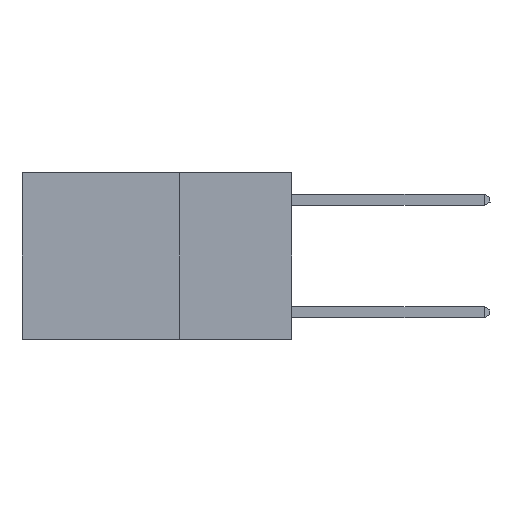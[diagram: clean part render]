
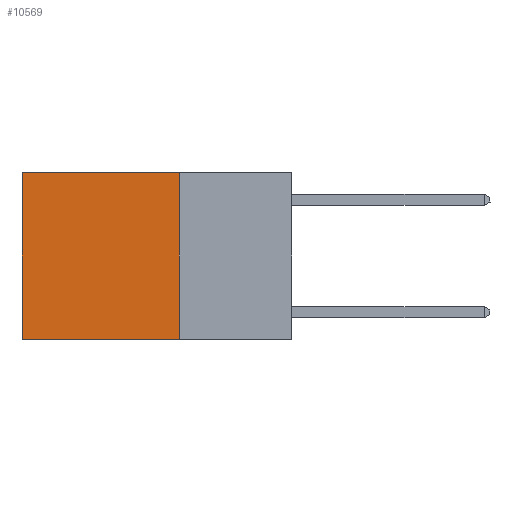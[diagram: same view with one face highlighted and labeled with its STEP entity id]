
A CAD part, left-side view. The second image highlights one B-rep face of the part: STEP entity #10569.
In plain terms, the highlighted planar face has unit normal (-1, 0, 0).
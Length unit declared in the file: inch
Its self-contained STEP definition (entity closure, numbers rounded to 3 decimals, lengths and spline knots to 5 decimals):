
#712 = VERTEX_POINT ( 'NONE', #11309 ) ;
#749 = DIRECTION ( 'NONE',  ( 0., 1., 0. ) ) ;
#1040 = ORIENTED_EDGE ( 'NONE', *, *, #11491, .T. ) ;
#1149 = VECTOR ( 'NONE', #749, 39.37008 ) ;
#1292 = AXIS2_PLACEMENT_3D ( 'NONE', #9501, #10580, #6284 ) ;
#1591 = VECTOR ( 'NONE', #13906, 39.37008 ) ;
#1654 = DIRECTION ( 'NONE',  ( 0., 1., 0. ) ) ;
#1983 = CARTESIAN_POINT ( 'NONE',  ( 0.2625, 0.6, 0. ) ) ;
#2525 = VECTOR ( 'NONE', #1654, 39.37008 ) ;
#3296 = VERTEX_POINT ( 'NONE', #12265 ) ;
#3449 = CARTESIAN_POINT ( 'NONE',  ( 0.2625, 0.25, -0.37 ) ) ;
#3460 = DIRECTION ( 'NONE',  ( 0., 0., -1. ) ) ;
#3966 = EDGE_CURVE ( 'NONE', #5848, #3296, #10210, .T. ) ;
#4127 = CARTESIAN_POINT ( 'NONE',  ( 0.2625, 0.25, 0. ) ) ;
#4690 = LINE ( 'NONE', #4127, #1591 ) ;
#5848 = VERTEX_POINT ( 'NONE', #3449 ) ;
#6009 = CARTESIAN_POINT ( 'NONE',  ( 0.2625, 0.25, -0.37 ) ) ;
#6284 = DIRECTION ( 'NONE',  ( 0., 0., -1. ) ) ;
#7288 = CARTESIAN_POINT ( 'NONE',  ( 0.2625, 0.25, 0. ) ) ;
#7420 = ORIENTED_EDGE ( 'NONE', *, *, #8048, .F. ) ;
#8012 = LINE ( 'NONE', #7288, #1149 ) ;
#8027 = FACE_OUTER_BOUND ( 'NONE', #11403, .T. ) ;
#8048 = EDGE_CURVE ( 'NONE', #712, #5848, #4690, .T. ) ;
#8934 = ORIENTED_EDGE ( 'NONE', *, *, #3966, .F. ) ;
#9501 = CARTESIAN_POINT ( 'NONE',  ( 0.2625, 0.25, 0. ) ) ;
#9819 = CARTESIAN_POINT ( 'NONE',  ( 0.2625, 0.6, 0. ) ) ;
#10210 = LINE ( 'NONE', #6009, #2525 ) ;
#10532 = VERTEX_POINT ( 'NONE', #1983 ) ;
#10569 = ADVANCED_FACE ( 'NONE', ( #8027 ), #13862, .F. ) ;
#10580 = DIRECTION ( 'NONE',  ( 1., 0., 0. ) ) ;
#10771 = ORIENTED_EDGE ( 'NONE', *, *, #12052, .T. ) ;
#10886 = LINE ( 'NONE', #9819, #13426 ) ;
#11309 = CARTESIAN_POINT ( 'NONE',  ( 0.2625, 0.25, 0. ) ) ;
#11403 = EDGE_LOOP ( 'NONE', ( #10771, #8934, #7420, #1040 ) ) ;
#11491 = EDGE_CURVE ( 'NONE', #712, #10532, #8012, .T. ) ;
#12052 = EDGE_CURVE ( 'NONE', #10532, #3296, #10886, .T. ) ;
#12265 = CARTESIAN_POINT ( 'NONE',  ( 0.2625, 0.6, -0.37 ) ) ;
#13426 = VECTOR ( 'NONE', #3460, 39.37008 ) ;
#13862 = PLANE ( 'NONE',  #1292 ) ;
#13906 = DIRECTION ( 'NONE',  ( 0., 0., -1. ) ) ;
